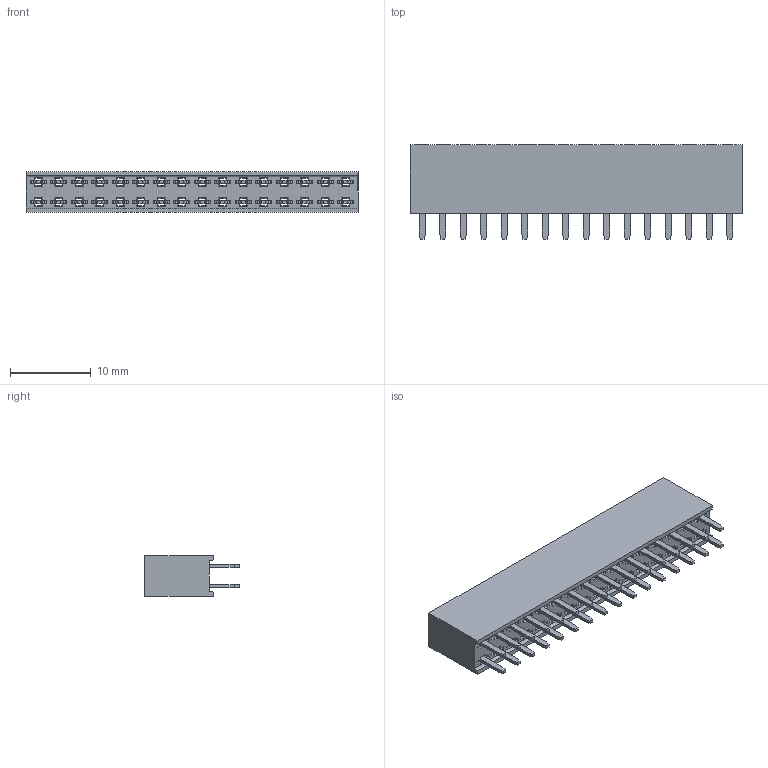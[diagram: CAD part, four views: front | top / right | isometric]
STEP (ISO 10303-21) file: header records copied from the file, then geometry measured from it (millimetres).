
FILE_DESCRIPTION (( 'STEP AP214' ), '1' );
FILE_NAME ('_ _ _C162LFBN-RC.STEP', '2020-12-21T18:09:28', ( '' ), ( '' ), 'SwSTEP 2.0', 'SolidWorks 2016', '' );
FILE_SCHEMA (( 'AUTOMOTIVE_DESIGN' ));
Length unit declared in the file: inch
Products named in the file (1): _ _ _C162LFBN-RC
Bounding box: 41.14 x 11.7 x 5.08 mm (x, y, z)
Volume: 1449.1 mm3; surface area: 3873.5 mm2
Topology: 33 solids, 33 shells, 1610 faces, 4536 edges, 3024 vertices
Faces by surface type: plane 1226, cylinder 384
Entity records: 52168 total; most frequent: CARTESIAN_POINT 9171, ORIENTED_EDGE 9072, DIRECTION 8526, EDGE_CURVE 4536, LINE 3768, VECTOR 3768, VERTEX_POINT 3024, AXIS2_PLACEMENT_3D 2379
